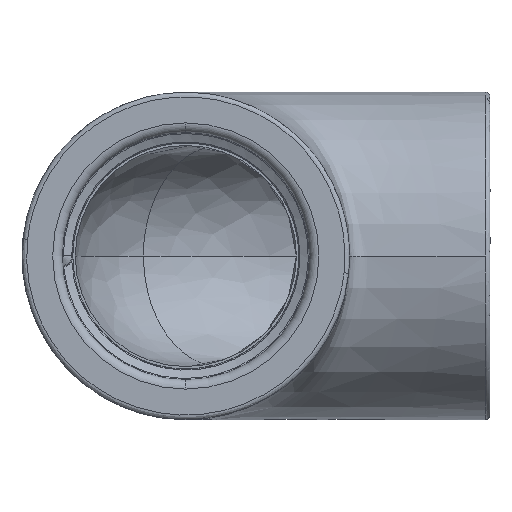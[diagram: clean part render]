
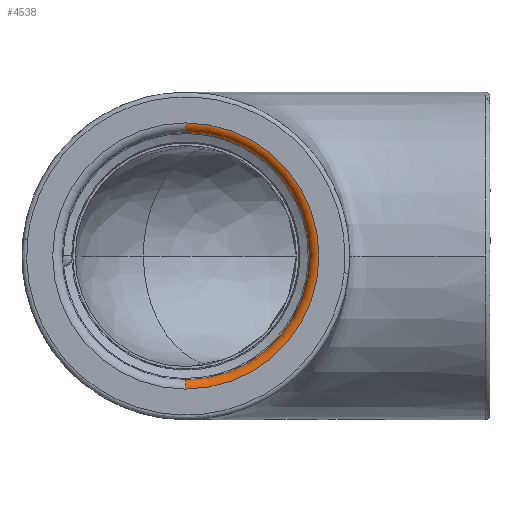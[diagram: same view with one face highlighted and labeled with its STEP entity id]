
A CAD part, front view. The second image highlights one B-rep face of the part: STEP entity #4538.
In plain terms, the highlighted toroidal (fillet/blend) face has major radius 14.22 mm and minor radius 1 mm.
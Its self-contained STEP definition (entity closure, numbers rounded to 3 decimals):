
#974 = CARTESIAN_POINT ( 'NONE',  ( 0., -31.5, 0. ) ) ;
#975 = DIRECTION ( 'NONE',  ( 0., -1., 0. ) ) ;
#976 = DIRECTION ( 'NONE',  ( 0., 0., 1. ) ) ;
#978 = CARTESIAN_POINT ( 'NONE',  ( 0., -31.5, -14.22 ) ) ;
#979 = DIRECTION ( 'NONE',  ( 1., 0., 0. ) ) ;
#980 = DIRECTION ( 'NONE',  ( 0., 0., -1. ) ) ;
#981 = CARTESIAN_POINT ( 'NONE',  ( 0., -32.5, 0. ) ) ;
#982 = DIRECTION ( 'NONE',  ( 0., 1., 0. ) ) ;
#983 = DIRECTION ( 'NONE',  ( 0., 0., 1. ) ) ;
#985 = CARTESIAN_POINT ( 'NONE',  ( 0., -31.5, 14.22 ) ) ;
#986 = DIRECTION ( 'NONE',  ( -1., 0., 0. ) ) ;
#987 = DIRECTION ( 'NONE',  ( 0., 0., 1. ) ) ;
#2441 = VERTEX_POINT ( 'NONE', #4493 ) ;
#2447 = VERTEX_POINT ( 'NONE', #4498 ) ;
#2449 = VERTEX_POINT ( 'NONE', #4499 ) ;
#2455 = VERTEX_POINT ( 'NONE', #4505 ) ;
#3972 = CIRCLE ( 'NONE', #3979, 13.22 ) ;
#3976 = CIRCLE ( 'NONE', #3983, 14.22 ) ;
#3978 = CIRCLE ( 'NONE', #3981, 1. ) ;
#3979 = AXIS2_PLACEMENT_3D ( 'NONE', #974, #975, #976 ) ;
#3981 = AXIS2_PLACEMENT_3D ( 'NONE', #978, #979, #980 ) ;
#3982 = CIRCLE ( 'NONE', #3985, 1. ) ;
#3983 = AXIS2_PLACEMENT_3D ( 'NONE', #981, #982, #983 ) ;
#3985 = AXIS2_PLACEMENT_3D ( 'NONE', #985, #986, #987 ) ;
#4493 = CARTESIAN_POINT ( 'NONE',  ( 0., -31.5, 13.22 ) ) ;
#4498 = CARTESIAN_POINT ( 'NONE',  ( 0., -32.5, 14.22 ) ) ;
#4499 = CARTESIAN_POINT ( 'NONE',  ( 0., -31.5, -13.22 ) ) ;
#4505 = CARTESIAN_POINT ( 'NONE',  ( 0., -32.5, -14.22 ) ) ;
#4538 = ADVANCED_FACE ( 'NONE', ( #10066 ), #6879, .T. ) ;
#4741 = EDGE_CURVE ( 'NONE', #2449, #2441, #3972, .T. ) ;
#4742 = EDGE_CURVE ( 'NONE', #2449, #2455, #3978, .T. ) ;
#4743 = EDGE_CURVE ( 'NONE', #2447, #2455, #3976, .T. ) ;
#4744 = EDGE_CURVE ( 'NONE', #2441, #2447, #3982, .T. ) ;
#6775 = ORIENTED_EDGE ( 'NONE', *, *, #4741, .F. ) ;
#6778 = ORIENTED_EDGE ( 'NONE', *, *, #4743, .F. ) ;
#6779 = ORIENTED_EDGE ( 'NONE', *, *, #4742, .T. ) ;
#6780 = ORIENTED_EDGE ( 'NONE', *, *, #4744, .F. ) ;
#6785 = EDGE_LOOP ( 'NONE', ( #6775, #6779, #6778, #6780 ) ) ;
#6879 = TOROIDAL_SURFACE ( 'NONE', #6893, 14.22, 1. ) ;
#6893 = AXIS2_PLACEMENT_3D ( 'NONE', #10210, #10065, #10213 ) ;
#10065 = DIRECTION ( 'NONE',  ( 0., 1., 0. ) ) ;
#10066 = FACE_OUTER_BOUND ( 'NONE', #6785, .T. ) ;
#10210 = CARTESIAN_POINT ( 'NONE',  ( 0., -31.5, 0. ) ) ;
#10213 = DIRECTION ( 'NONE',  ( 0., 0., 1. ) ) ;
